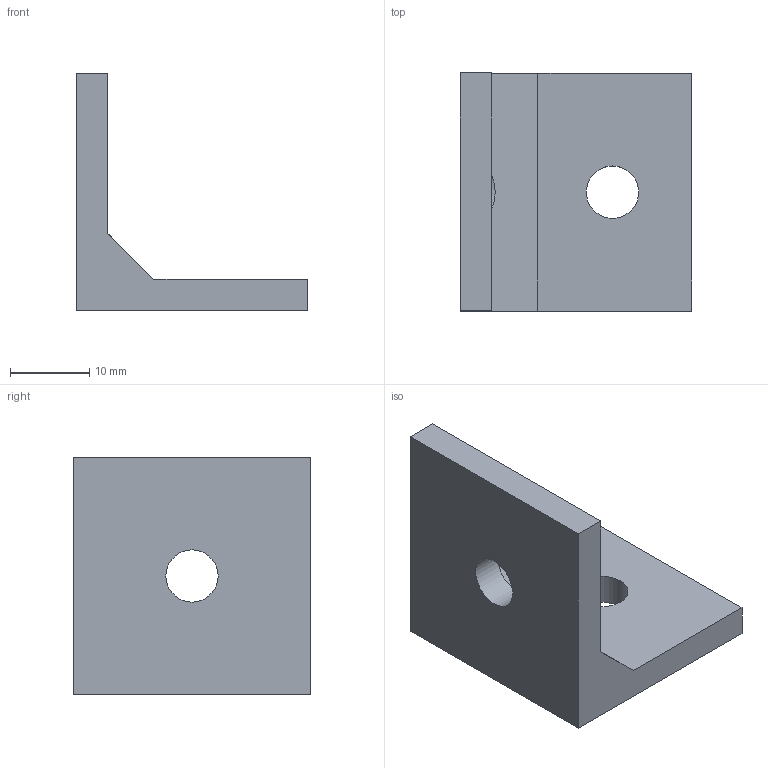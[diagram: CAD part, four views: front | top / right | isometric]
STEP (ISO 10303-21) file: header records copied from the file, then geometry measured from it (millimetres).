
FILE_DESCRIPTION(('FreeCAD Model'),'2;1');
FILE_NAME('bracket_30x30_m6.step','2019-04-03T12:15:49',('Author'),( ''),'Open CASCADE STEP processor 7.2','FreeCAD','Unknown');
FILE_SCHEMA(('AUTOMOTIVE_DESIGN_CC2 { 1 2 10303 214 -1 1 5 4 }'));
Length unit declared in the file: millimetre
Products named in the file (1): bracket_30x30_m6
Bounding box: 29.2 x 30 x 30 mm (x, y, z)
Volume: 6854.7 mm3; surface area: 3955 mm2
Topology: 1 solids, 1 shells, 12 faces, 30 edges, 20 vertices
Faces by surface type: plane 9, cylinder 3
Full cylindrical faces by diameter (mm): 6.6 x2
Entity records: 776 total; most frequent: CARTESIAN_POINT 149, DIRECTION 108, LINE 65, VECTOR 65, ORIENTED_EDGE 60, PCURVE 60, DEFINITIONAL_REPRESENTATION 60, EDGE_CURVE 30
